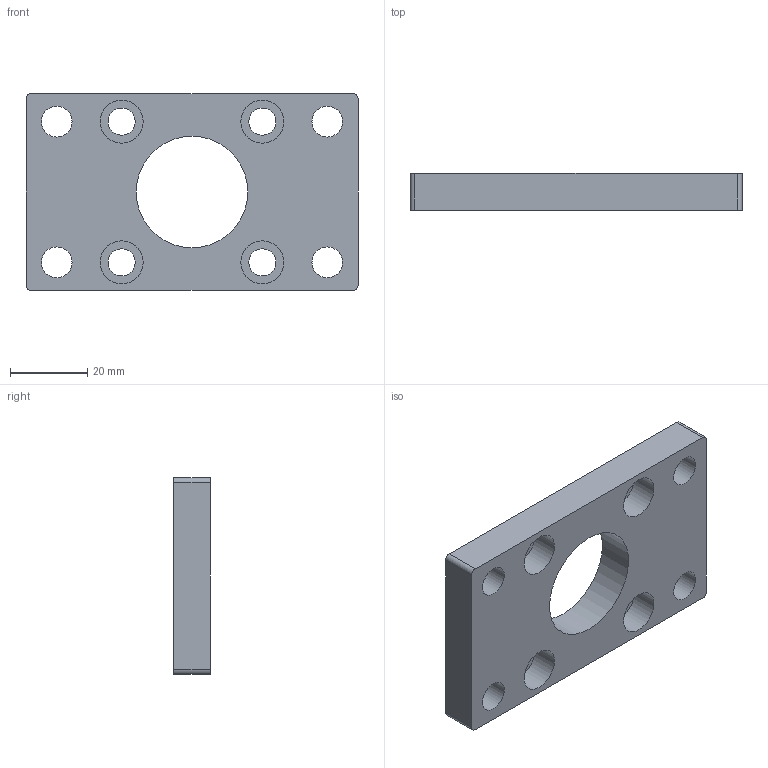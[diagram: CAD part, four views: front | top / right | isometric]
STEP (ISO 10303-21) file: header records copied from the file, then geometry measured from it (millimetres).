
FILE_DESCRIPTION(/* description */ ('Unknown'),/* implementation_level */ '2;1');
FILE_NAME(/* name */ '1309.150.03F',/* time_stamp */ '2020-12-02T10:04:30-05:00',/* author */ ('Unknown'),/* organization */ ('Unknown'),/* preprocessor_version */ 'ST-DEVELOPER v16.7',/* originating_system */ 'Solid Edge',/* authorisation */ 'Unknown');
FILE_SCHEMA (('AUTOMOTIVE_DESIGN {1 0 10303 214 3 1 1}'));
Length unit declared in the file: millimetre
Products named in the file (1): 1309.150.03F
Bounding box: 85.72 x 9.53 x 50.8 mm (x, y, z)
Volume: 30246.8 mm3; surface area: 12294.1 mm2
Topology: 1 solids, 1 shells, 27 faces, 71 edges, 50 vertices
Faces by surface type: cylinder 17, plane 10
Full cylindrical faces by diameter (mm): 6.985 x4, 7.938 x4, 11.113 x4, 28.829 x1
Entity records: 792 total; most frequent: DIRECTION 140, CARTESIAN_POINT 120, ORIENTED_EDGE 100, EDGE_LOOP 62, FACE_BOUND 62, AXIS2_PLACEMENT_3D 62, EDGE_CURVE 50, VERTEX_POINT 42
